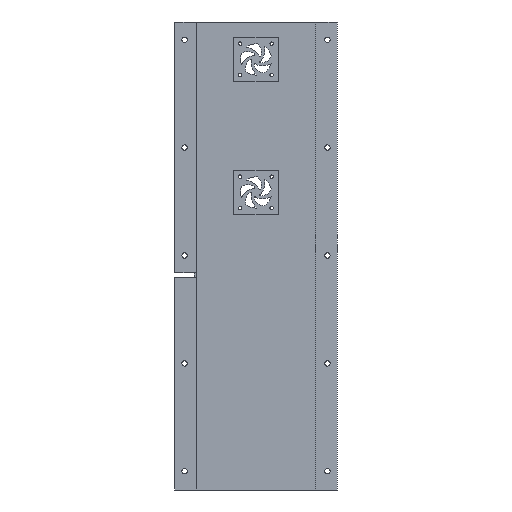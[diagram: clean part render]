
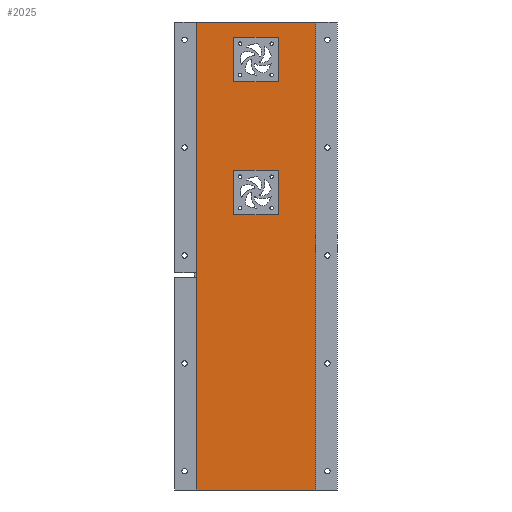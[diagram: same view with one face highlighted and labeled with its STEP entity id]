
A CAD part, front view. The second image highlights one B-rep face of the part: STEP entity #2025.
In plain terms, the highlighted planar face has unit normal (0, -1, 0).
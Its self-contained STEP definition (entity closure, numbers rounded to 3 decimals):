
#77=FACE_BOUND('',#394,.T.);
#78=FACE_BOUND('',#395,.T.);
#115=PLANE('',#2283);
#223=FACE_OUTER_BOUND('',#393,.T.);
#393=EDGE_LOOP('',(#1791,#1792,#1793,#1794));
#394=EDGE_LOOP('',(#1795,#1796,#1797,#1798));
#395=EDGE_LOOP('',(#1799,#1800,#1801,#1802));
#437=LINE('',#3079,#581);
#441=LINE('',#3087,#585);
#444=LINE('',#3093,#588);
#447=LINE('',#3098,#591);
#449=LINE('',#3127,#593);
#453=LINE('',#3135,#597);
#456=LINE('',#3141,#600);
#459=LINE('',#3146,#603);
#536=LINE('',#3471,#680);
#537=LINE('',#3474,#681);
#538=LINE('',#3476,#682);
#539=LINE('',#3477,#683);
#581=VECTOR('',#2445,10.);
#585=VECTOR('',#2451,10.);
#588=VECTOR('',#2456,10.);
#591=VECTOR('',#2461,10.);
#593=VECTOR('',#2495,10.);
#597=VECTOR('',#2501,10.);
#600=VECTOR('',#2506,10.);
#603=VECTOR('',#2511,10.);
#680=VECTOR('',#2894,10.);
#681=VECTOR('',#2897,10.);
#682=VECTOR('',#2898,10.);
#683=VECTOR('',#2899,10.);
#891=VERTEX_POINT('',#3077);
#892=VERTEX_POINT('',#3078);
#895=VERTEX_POINT('',#3086);
#897=VERTEX_POINT('',#3092);
#908=VERTEX_POINT('',#3125);
#909=VERTEX_POINT('',#3126);
#912=VERTEX_POINT('',#3134);
#914=VERTEX_POINT('',#3140);
#1009=VERTEX_POINT('',#3467);
#1010=VERTEX_POINT('',#3469);
#1011=VERTEX_POINT('',#3473);
#1012=VERTEX_POINT('',#3475);
#1087=EDGE_CURVE('',#891,#892,#437,.T.);
#1091=EDGE_CURVE('',#892,#895,#441,.T.);
#1094=EDGE_CURVE('',#895,#897,#444,.T.);
#1097=EDGE_CURVE('',#897,#891,#447,.T.);
#1113=EDGE_CURVE('',#908,#909,#449,.T.);
#1117=EDGE_CURVE('',#909,#912,#453,.T.);
#1120=EDGE_CURVE('',#912,#914,#456,.T.);
#1123=EDGE_CURVE('',#914,#908,#459,.T.);
#1282=EDGE_CURVE('',#1009,#1010,#536,.T.);
#1283=EDGE_CURVE('',#1009,#1011,#537,.T.);
#1284=EDGE_CURVE('',#1012,#1010,#538,.T.);
#1285=EDGE_CURVE('',#1011,#1012,#539,.T.);
#1791=ORIENTED_EDGE('',*,*,#1283,.F.);
#1792=ORIENTED_EDGE('',*,*,#1282,.T.);
#1793=ORIENTED_EDGE('',*,*,#1284,.F.);
#1794=ORIENTED_EDGE('',*,*,#1285,.F.);
#1795=ORIENTED_EDGE('',*,*,#1094,.T.);
#1796=ORIENTED_EDGE('',*,*,#1097,.T.);
#1797=ORIENTED_EDGE('',*,*,#1087,.T.);
#1798=ORIENTED_EDGE('',*,*,#1091,.T.);
#1799=ORIENTED_EDGE('',*,*,#1120,.T.);
#1800=ORIENTED_EDGE('',*,*,#1123,.T.);
#1801=ORIENTED_EDGE('',*,*,#1113,.T.);
#1802=ORIENTED_EDGE('',*,*,#1117,.T.);
#2025=ADVANCED_FACE('',(#223,#77,#78),#115,.T.);
#2283=AXIS2_PLACEMENT_3D('',#3472,#2895,#2896);
#2445=DIRECTION('',(0.,0.,-1.));
#2451=DIRECTION('',(-1.,0.,0.));
#2456=DIRECTION('',(0.,0.,1.));
#2461=DIRECTION('',(1.,0.,0.));
#2495=DIRECTION('',(1.,0.,0.));
#2501=DIRECTION('',(0.,0.,-1.));
#2506=DIRECTION('',(-1.,0.,0.));
#2511=DIRECTION('',(0.,0.,1.));
#2894=DIRECTION('',(0.,0.,1.));
#2895=DIRECTION('center_axis',(0.,-1.,0.));
#2896=DIRECTION('ref_axis',(1.,0.,0.));
#2897=DIRECTION('',(-1.,0.,0.));
#2898=DIRECTION('',(1.,0.,0.));
#2899=DIRECTION('',(0.,0.,1.));
#3077=CARTESIAN_POINT('',(22.5,-2.,459.5));
#3078=CARTESIAN_POINT('',(22.5,-2.,414.5));
#3079=CARTESIAN_POINT('',(22.5,-2.,229.75));
#3086=CARTESIAN_POINT('',(-22.5,-2.,414.5));
#3087=CARTESIAN_POINT('',(-19.,-2.,414.5));
#3092=CARTESIAN_POINT('',(-22.5,-2.,459.5));
#3093=CARTESIAN_POINT('',(-22.5,-2.,207.25));
#3098=CARTESIAN_POINT('',(-41.5,-2.,459.5));
#3125=CARTESIAN_POINT('',(-22.5,-2.,324.5));
#3126=CARTESIAN_POINT('',(22.5,-2.,324.5));
#3127=CARTESIAN_POINT('',(-41.5,-2.,324.5));
#3134=CARTESIAN_POINT('',(22.5,-2.,279.5));
#3135=CARTESIAN_POINT('',(22.5,-2.,162.25));
#3140=CARTESIAN_POINT('',(-22.5,-2.,279.5));
#3141=CARTESIAN_POINT('',(-19.,-2.,279.5));
#3146=CARTESIAN_POINT('',(-22.5,-2.,139.75));
#3467=CARTESIAN_POINT('',(60.5,-2.,0.));
#3469=CARTESIAN_POINT('',(60.5,-2.,475.));
#3471=CARTESIAN_POINT('',(60.5,-2.,0.));
#3472=CARTESIAN_POINT('Origin',(-60.5,-2.,0.));
#3473=CARTESIAN_POINT('',(-60.5,-2.,0.));
#3474=CARTESIAN_POINT('',(60.5,-2.,0.));
#3475=CARTESIAN_POINT('',(-60.5,-2.,475.));
#3476=CARTESIAN_POINT('',(60.5,-2.,475.));
#3477=CARTESIAN_POINT('',(-60.5,-2.,0.));
